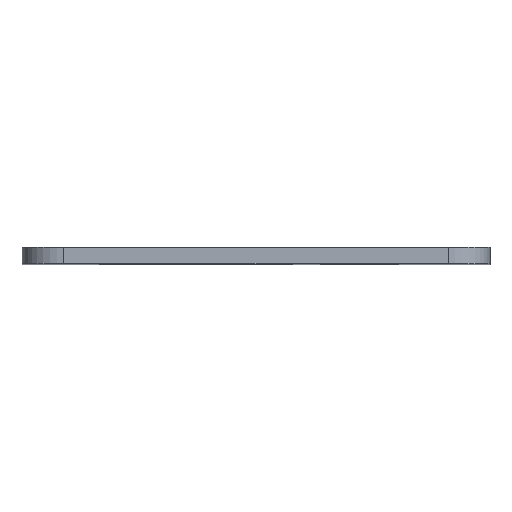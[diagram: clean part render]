
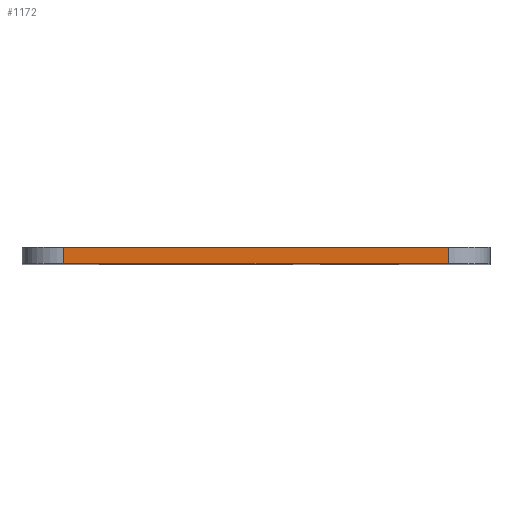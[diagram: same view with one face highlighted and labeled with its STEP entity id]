
A CAD part, top view. The second image highlights one B-rep face of the part: STEP entity #1172.
In plain terms, the highlighted planar face has unit normal (0, 0, 1).
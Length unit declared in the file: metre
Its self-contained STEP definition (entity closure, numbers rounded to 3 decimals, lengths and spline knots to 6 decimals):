
#44=ORIENTED_EDGE('',*,*,#372,.F.);
#45=ORIENTED_EDGE('',*,*,#373,.T.);
#46=ORIENTED_EDGE('',*,*,#374,.T.);
#47=ORIENTED_EDGE('',*,*,#375,.T.);
#372=EDGE_CURVE('',#536,#537,#648,.T.);
#373=EDGE_CURVE('',#536,#538,#649,.T.);
#374=EDGE_CURVE('',#538,#539,#650,.T.);
#375=EDGE_CURVE('',#539,#537,#651,.F.);
#536=VERTEX_POINT('',#1634);
#537=VERTEX_POINT('',#1635);
#538=VERTEX_POINT('',#1637);
#539=VERTEX_POINT('',#1639);
#648=LINE('',#1633,#796);
#649=LINE('',#1636,#797);
#650=LINE('',#1638,#798);
#651=LINE('',#1640,#799);
#796=VECTOR('',#1331,1.);
#797=VECTOR('',#1332,1.);
#798=VECTOR('',#1333,1.);
#799=VECTOR('',#1334,1.);
#938=EDGE_LOOP('',(#44,#45,#46,#47));
#1030=FACE_BOUND('',#938,.T.);
#1122=PLANE('',#1243);
#1172=ADVANCED_FACE('',(#1030),#1122,.F.);
#1243=AXIS2_PLACEMENT_3D('',#1632,#1329,#1330);
#1329=DIRECTION('',(0.,0.,-1.));
#1330=DIRECTION('',(-1.,0.,0.));
#1331=DIRECTION('',(-1.,0.,0.));
#1332=DIRECTION('',(0.,1.,0.));
#1333=DIRECTION('',(-1.,0.,0.));
#1334=DIRECTION('',(0.,1.,0.));
#1632=CARTESIAN_POINT('',(0.,-0.003,0.051535));
#1633=CARTESIAN_POINT('',(0.,-0.003,0.051535));
#1634=CARTESIAN_POINT('',(0.034405,-0.003,0.051535));
#1635=CARTESIAN_POINT('',(-0.034405,-0.003,0.051535));
#1636=CARTESIAN_POINT('',(0.034405,-0.003,0.051535));
#1637=CARTESIAN_POINT('',(0.034405,0.,0.051535));
#1638=CARTESIAN_POINT('',(0.,0.,0.051535));
#1639=CARTESIAN_POINT('',(-0.034405,0.,0.051535));
#1640=CARTESIAN_POINT('',(-0.034405,-0.003,0.051535));
